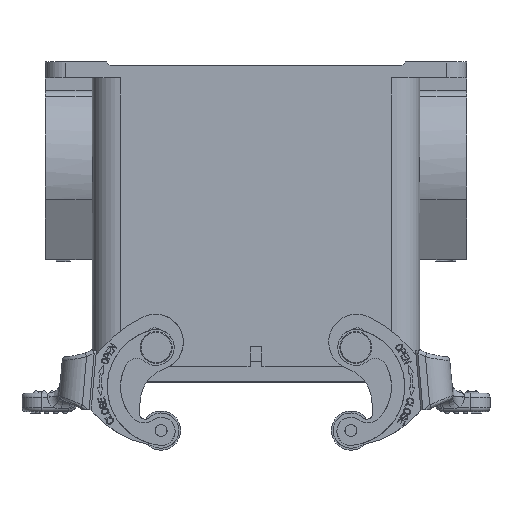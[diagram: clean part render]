
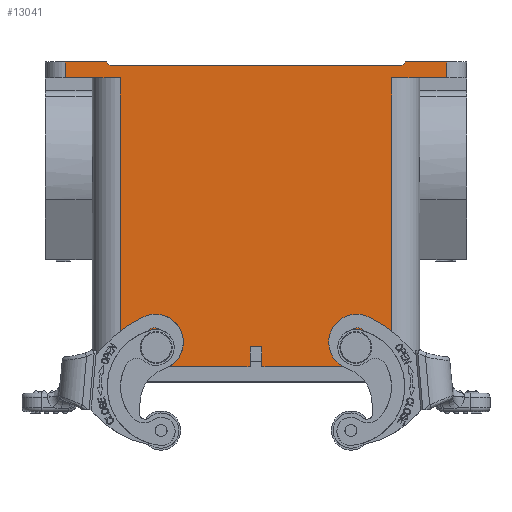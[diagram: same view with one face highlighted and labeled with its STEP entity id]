
A CAD part, front view. The second image highlights one B-rep face of the part: STEP entity #13041.
In plain terms, the highlighted planar face has unit normal (0, -1, 0).
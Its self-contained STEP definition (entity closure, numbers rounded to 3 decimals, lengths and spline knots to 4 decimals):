
#13041=ADVANCED_FACE('',(#18580,#18581,#18582),#14041,.F.);
#14041=PLANE('',#38649);
#15555=LINE('',#58654,#17584);
#15564=LINE('',#58681,#17593);
#15567=LINE('',#58697,#17596);
#15593=LINE('',#58778,#17622);
#15595=LINE('',#58782,#17624);
#15597=LINE('',#58786,#17626);
#15599=LINE('',#58790,#17628);
#15600=LINE('',#58794,#17629);
#15601=LINE('',#58799,#17630);
#15607=LINE('',#58812,#17636);
#15611=LINE('',#58821,#17640);
#15613=LINE('',#58828,#17642);
#15619=LINE('',#58848,#17648);
#15625=LINE('',#58858,#17654);
#15626=LINE('',#58860,#17655);
#15627=LINE('',#58862,#17656);
#17584=VECTOR('',#43842,1.);
#17593=VECTOR('',#43867,1.);
#17596=VECTOR('',#43876,1.);
#17622=VECTOR('',#43946,1.);
#17624=VECTOR('',#43950,1.);
#17626=VECTOR('',#43954,1.);
#17628=VECTOR('',#43958,1.);
#17629=VECTOR('',#43963,1.);
#17630=VECTOR('',#43970,1.);
#17636=VECTOR('',#43980,1.);
#17640=VECTOR('',#43986,1.);
#17642=VECTOR('',#43992,1.);
#17648=VECTOR('',#44008,1.);
#17654=VECTOR('',#44018,1.);
#17655=VECTOR('',#44021,1.);
#17656=VECTOR('',#44022,1.);
#18580=FACE_BOUND('',#19869,.T.);
#18581=FACE_BOUND('',#19870,.T.);
#18582=FACE_BOUND('',#19871,.T.);
#19869=EDGE_LOOP('',(#26022,#26023));
#19870=EDGE_LOOP('',(#26024,#26025));
#19871=EDGE_LOOP('',(#26026,#26027,#26028,#26029,#26030,#26031,#26032,#26033,
#26034,#26035,#26036,#26037,#26038,#26039,#26040,#26041));
#26022=ORIENTED_EDGE('',*,*,#34590,.T.);
#26023=ORIENTED_EDGE('',*,*,#34589,.T.);
#26024=ORIENTED_EDGE('',*,*,#34484,.T.);
#26025=ORIENTED_EDGE('',*,*,#34483,.T.);
#26026=ORIENTED_EDGE('',*,*,#34674,.F.);
#26027=ORIENTED_EDGE('',*,*,#34668,.F.);
#26028=ORIENTED_EDGE('',*,*,#34655,.F.);
#26029=ORIENTED_EDGE('',*,*,#34713,.F.);
#26030=ORIENTED_EDGE('',*,*,#34715,.F.);
#26031=ORIENTED_EDGE('',*,*,#34717,.T.);
#26032=ORIENTED_EDGE('',*,*,#34719,.F.);
#26033=ORIENTED_EDGE('',*,*,#34721,.T.);
#26034=ORIENTED_EDGE('',*,*,#34724,.T.);
#26035=ORIENTED_EDGE('',*,*,#34755,.T.);
#26036=ORIENTED_EDGE('',*,*,#34756,.T.);
#26037=ORIENTED_EDGE('',*,*,#34734,.T.);
#26038=ORIENTED_EDGE('',*,*,#34748,.T.);
#26039=ORIENTED_EDGE('',*,*,#34730,.T.);
#26040=ORIENTED_EDGE('',*,*,#34754,.T.);
#26041=ORIENTED_EDGE('',*,*,#34738,.T.);
#30814=VERTEX_POINT('',#58293);
#30815=VERTEX_POINT('',#58295);
#30885=VERTEX_POINT('',#58508);
#30886=VERTEX_POINT('',#58510);
#30931=VERTEX_POINT('',#58653);
#30932=VERTEX_POINT('',#58655);
#30942=VERTEX_POINT('',#58682);
#30943=VERTEX_POINT('',#58687);
#30972=VERTEX_POINT('',#58777);
#30973=VERTEX_POINT('',#58781);
#30974=VERTEX_POINT('',#58785);
#30975=VERTEX_POINT('',#58789);
#30976=VERTEX_POINT('',#58793);
#30977=VERTEX_POINT('',#58798);
#30982=VERTEX_POINT('',#58811);
#30983=VERTEX_POINT('',#58813);
#30986=VERTEX_POINT('',#58820);
#30987=VERTEX_POINT('',#58822);
#30990=VERTEX_POINT('',#58829);
#31001=VERTEX_POINT('',#58861);
#34483=EDGE_CURVE('',#30814,#30815,#36599,.T.);
#34484=EDGE_CURVE('',#30815,#30814,#36600,.T.);
#34589=EDGE_CURVE('',#30885,#30886,#36666,.T.);
#34590=EDGE_CURVE('',#30886,#30885,#36667,.T.);
#34655=EDGE_CURVE('',#30931,#30932,#15555,.T.);
#34668=EDGE_CURVE('',#30932,#30942,#15564,.T.);
#34674=EDGE_CURVE('',#30942,#30943,#15567,.T.);
#34713=EDGE_CURVE('',#30972,#30931,#15593,.T.);
#34715=EDGE_CURVE('',#30973,#30972,#15595,.T.);
#34717=EDGE_CURVE('',#30973,#30974,#15597,.T.);
#34719=EDGE_CURVE('',#30975,#30974,#15599,.T.);
#34721=EDGE_CURVE('',#30975,#30976,#15600,.T.);
#34724=EDGE_CURVE('',#30976,#30977,#15601,.T.);
#34730=EDGE_CURVE('',#30983,#30982,#15607,.T.);
#34734=EDGE_CURVE('',#30987,#30986,#15611,.T.);
#34738=EDGE_CURVE('',#30990,#30943,#15613,.T.);
#34748=EDGE_CURVE('',#30986,#30983,#15619,.T.);
#34754=EDGE_CURVE('',#30982,#30990,#15625,.T.);
#34755=EDGE_CURVE('',#30977,#31001,#15626,.T.);
#34756=EDGE_CURVE('',#31001,#30987,#15627,.T.);
#36599=CIRCLE('',#38424,0.0906);
#36600=CIRCLE('',#38426,0.0906);
#36666=CIRCLE('',#38529,0.0906);
#36667=CIRCLE('',#38531,0.0906);
#38424=AXIS2_PLACEMENT_3D('',#58296,#43437,#43438);
#38426=AXIS2_PLACEMENT_3D('',#58298,#43441,#43442);
#38529=AXIS2_PLACEMENT_3D('',#58511,#43686,#43687);
#38531=AXIS2_PLACEMENT_3D('',#58513,#43690,#43691);
#38649=AXIS2_PLACEMENT_3D('',#58863,#44023,#44024);
#43437=DIRECTION('',(0.,1.,0.));
#43438=DIRECTION('',(0.,0.,1.));
#43441=DIRECTION('',(0.,1.,0.));
#43442=DIRECTION('',(0.,0.,1.));
#43686=DIRECTION('',(0.,1.,0.));
#43687=DIRECTION('',(0.,0.,1.));
#43690=DIRECTION('',(0.,1.,0.));
#43691=DIRECTION('',(0.,0.,1.));
#43842=DIRECTION('',(0.,0.,-1.));
#43867=DIRECTION('',(-1.,0.,0.));
#43876=DIRECTION('',(0.,0.,-1.));
#43946=DIRECTION('',(1.,0.,0.));
#43950=DIRECTION('',(0.707,0.,0.707));
#43954=DIRECTION('',(-1.,0.,0.));
#43958=DIRECTION('',(0.707,0.,-0.707));
#43963=DIRECTION('',(-1.,0.,0.));
#43970=DIRECTION('',(0.,0.,-1.));
#43980=DIRECTION('',(1.,0.,0.));
#43986=DIRECTION('',(1.,0.,0.));
#43992=DIRECTION('',(1.,0.,0.));
#44008=DIRECTION('',(0.,0.,1.));
#44018=DIRECTION('',(0.,0.,-1.));
#44021=DIRECTION('',(1.,0.,0.));
#44022=DIRECTION('',(0.,0.,-1.));
#44023=DIRECTION('',(0.,1.,0.));
#44024=DIRECTION('',(0.,0.,1.));
#58293=CARTESIAN_POINT('',(2.9807,-0.0098,-2.8229));
#58295=CARTESIAN_POINT('',(3.1611,-0.0098,-2.8071));
#58296=CARTESIAN_POINT('',(3.0709,-0.0098,-2.815));
#58298=CARTESIAN_POINT('',(3.0709,-0.0098,-2.815));
#58508=CARTESIAN_POINT('',(1.0122,-0.0098,-2.8071));
#58510=CARTESIAN_POINT('',(1.1926,-0.0098,-2.8229));
#58511=CARTESIAN_POINT('',(1.1024,-0.0098,-2.815));
#58513=CARTESIAN_POINT('',(1.1024,-0.0098,-2.815));
#58653=CARTESIAN_POINT('',(3.9665,-0.0098,0.));
#58654=CARTESIAN_POINT('',(3.9665,-0.0098,0.));
#58655=CARTESIAN_POINT('',(3.9665,-0.0098,-0.1575));
#58681=CARTESIAN_POINT('',(3.7992,-0.0098,-0.1575));
#58682=CARTESIAN_POINT('',(3.4252,-0.0098,-0.1575));
#58687=CARTESIAN_POINT('',(3.4252,-0.0098,-3.0048));
#58697=CARTESIAN_POINT('',(3.4252,-0.0098,-0.1575));
#58777=CARTESIAN_POINT('',(3.563,-0.0098,0.));
#58778=CARTESIAN_POINT('',(2.0866,-0.0098,0.));
#58781=CARTESIAN_POINT('',(3.5236,-0.0098,-0.0394));
#58782=CARTESIAN_POINT('',(2.0736,-0.0098,-1.4894));
#58785=CARTESIAN_POINT('',(0.6496,-0.0098,-0.0394));
#58786=CARTESIAN_POINT('',(2.0866,-0.0098,-0.0394));
#58789=CARTESIAN_POINT('',(0.6102,-0.0098,0.));
#58790=CARTESIAN_POINT('',(2.0996,-0.0098,-1.4894));
#58793=CARTESIAN_POINT('',(0.2067,-0.0098,0.));
#58794=CARTESIAN_POINT('',(0.3051,-0.0098,0.));
#58798=CARTESIAN_POINT('',(0.2067,-0.0098,-0.1575));
#58799=CARTESIAN_POINT('',(0.2067,-0.0098,0.));
#58811=CARTESIAN_POINT('',(2.1457,-0.0098,-2.808));
#58812=CARTESIAN_POINT('',(2.0866,-0.0098,-2.808));
#58813=CARTESIAN_POINT('',(2.0276,-0.0098,-2.808));
#58820=CARTESIAN_POINT('',(2.0276,-0.0098,-3.0048));
#58821=CARTESIAN_POINT('',(2.0866,-0.0098,-3.0048));
#58822=CARTESIAN_POINT('',(0.748,-0.0098,-3.0048));
#58828=CARTESIAN_POINT('',(2.8345,-0.0098,-3.0048));
#58829=CARTESIAN_POINT('',(2.1457,-0.0098,-3.0048));
#58848=CARTESIAN_POINT('',(2.0276,-0.0098,-2.9064));
#58858=CARTESIAN_POINT('',(2.1457,-0.0098,-1.5024));
#58860=CARTESIAN_POINT('',(2.0866,-0.0098,-0.1575));
#58861=CARTESIAN_POINT('',(0.748,-0.0098,-0.1575));
#58862=CARTESIAN_POINT('',(0.748,-0.0098,-1.5024));
#58863=CARTESIAN_POINT('',(2.0866,-0.0098,-1.5024));
